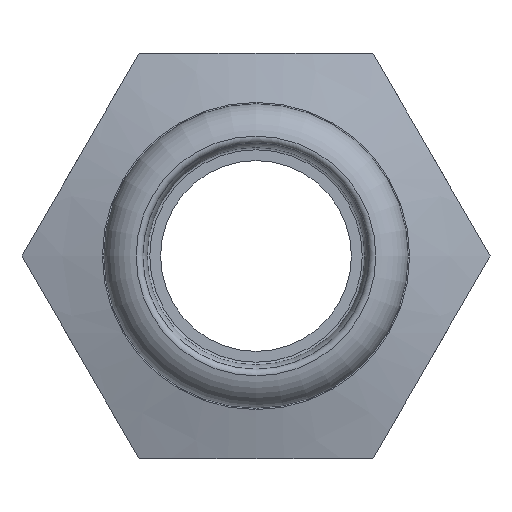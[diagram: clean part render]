
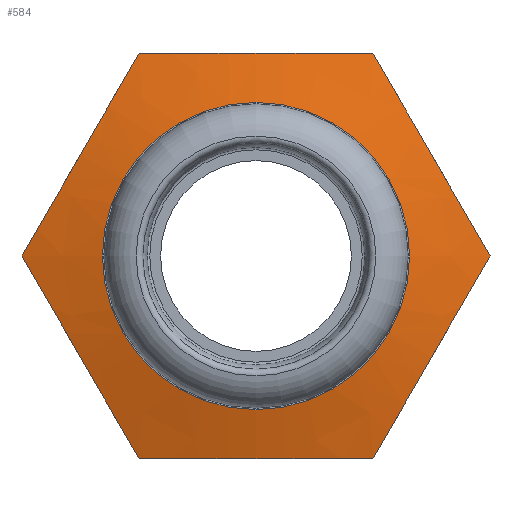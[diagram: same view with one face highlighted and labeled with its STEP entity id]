
A CAD part, front view. The second image highlights one B-rep face of the part: STEP entity #584.
In plain terms, the highlighted conical face has half-angle 75 degrees and reference radius 19.77 mm.
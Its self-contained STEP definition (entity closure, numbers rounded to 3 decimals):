
#15=CONICAL_SURFACE('',#655,19.77,1.309);
#29=(
BOUNDED_CURVE()
B_SPLINE_CURVE(2,(#927,#928,#929),.UNSPECIFIED.,.F.,.F.)
B_SPLINE_CURVE_WITH_KNOTS((3,3),(1.252,2.447),
 .UNSPECIFIED.)
CURVE()
GEOMETRIC_REPRESENTATION_ITEM()
RATIONAL_B_SPLINE_CURVE((1.085,1.085,1.007))
REPRESENTATION_ITEM('')
);
#30=(
BOUNDED_CURVE()
B_SPLINE_CURVE(2,(#931,#932,#933),.UNSPECIFIED.,.F.,.F.)
B_SPLINE_CURVE_WITH_KNOTS((3,3),(0.056,1.252),
 .UNSPECIFIED.)
CURVE()
GEOMETRIC_REPRESENTATION_ITEM()
RATIONAL_B_SPLINE_CURVE((1.007,1.085,1.085))
REPRESENTATION_ITEM('')
);
#33=(
BOUNDED_CURVE()
B_SPLINE_CURVE(2,(#950,#951,#952),.UNSPECIFIED.,.F.,.F.)
B_SPLINE_CURVE_WITH_KNOTS((3,3),(1.252,2.447),
 .UNSPECIFIED.)
CURVE()
GEOMETRIC_REPRESENTATION_ITEM()
RATIONAL_B_SPLINE_CURVE((1.085,1.085,1.007))
REPRESENTATION_ITEM('')
);
#34=(
BOUNDED_CURVE()
B_SPLINE_CURVE(2,(#953,#954,#955),.UNSPECIFIED.,.F.,.F.)
B_SPLINE_CURVE_WITH_KNOTS((3,3),(0.056,1.252),
 .UNSPECIFIED.)
CURVE()
GEOMETRIC_REPRESENTATION_ITEM()
RATIONAL_B_SPLINE_CURVE((1.007,1.085,1.085))
REPRESENTATION_ITEM('')
);
#36=(
BOUNDED_CURVE()
B_SPLINE_CURVE(2,(#984,#985,#986),.UNSPECIFIED.,.F.,.F.)
B_SPLINE_CURVE_WITH_KNOTS((3,3),(1.252,2.447),
 .UNSPECIFIED.)
CURVE()
GEOMETRIC_REPRESENTATION_ITEM()
RATIONAL_B_SPLINE_CURVE((1.085,1.085,1.007))
REPRESENTATION_ITEM('')
);
#37=(
BOUNDED_CURVE()
B_SPLINE_CURVE(2,(#988,#989,#990),.UNSPECIFIED.,.F.,.F.)
B_SPLINE_CURVE_WITH_KNOTS((3,3),(0.056,1.252),
 .UNSPECIFIED.)
CURVE()
GEOMETRIC_REPRESENTATION_ITEM()
RATIONAL_B_SPLINE_CURVE((1.007,1.085,1.085))
REPRESENTATION_ITEM('')
);
#38=(
BOUNDED_CURVE()
B_SPLINE_CURVE(2,(#992,#993,#994),.UNSPECIFIED.,.F.,.F.)
B_SPLINE_CURVE_WITH_KNOTS((3,3),(1.252,2.447),
 .UNSPECIFIED.)
CURVE()
GEOMETRIC_REPRESENTATION_ITEM()
RATIONAL_B_SPLINE_CURVE((1.085,1.085,1.007))
REPRESENTATION_ITEM('')
);
#39=(
BOUNDED_CURVE()
B_SPLINE_CURVE(2,(#996,#997,#998),.UNSPECIFIED.,.F.,.F.)
B_SPLINE_CURVE_WITH_KNOTS((3,3),(0.056,1.252),
 .UNSPECIFIED.)
CURVE()
GEOMETRIC_REPRESENTATION_ITEM()
RATIONAL_B_SPLINE_CURVE((1.007,1.085,1.085))
REPRESENTATION_ITEM('')
);
#40=(
BOUNDED_CURVE()
B_SPLINE_CURVE(2,(#1000,#1001,#1002),.UNSPECIFIED.,.F.,.F.)
B_SPLINE_CURVE_WITH_KNOTS((3,3),(1.252,2.447),
 .UNSPECIFIED.)
CURVE()
GEOMETRIC_REPRESENTATION_ITEM()
RATIONAL_B_SPLINE_CURVE((1.085,1.085,1.007))
REPRESENTATION_ITEM('')
);
#41=(
BOUNDED_CURVE()
B_SPLINE_CURVE(2,(#1004,#1005,#1006),.UNSPECIFIED.,.F.,.F.)
B_SPLINE_CURVE_WITH_KNOTS((3,3),(0.056,1.252),
 .UNSPECIFIED.)
CURVE()
GEOMETRIC_REPRESENTATION_ITEM()
RATIONAL_B_SPLINE_CURVE((1.007,1.085,1.085))
REPRESENTATION_ITEM('')
);
#42=(
BOUNDED_CURVE()
B_SPLINE_CURVE(2,(#1011,#1012,#1013),.UNSPECIFIED.,.F.,.F.)
B_SPLINE_CURVE_WITH_KNOTS((3,3),(1.252,2.447),
 .UNSPECIFIED.)
CURVE()
GEOMETRIC_REPRESENTATION_ITEM()
RATIONAL_B_SPLINE_CURVE((1.085,1.085,1.007))
REPRESENTATION_ITEM('')
);
#43=(
BOUNDED_CURVE()
B_SPLINE_CURVE(2,(#1014,#1015,#1016),.UNSPECIFIED.,.F.,.F.)
B_SPLINE_CURVE_WITH_KNOTS((3,3),(0.056,1.252),
 .UNSPECIFIED.)
CURVE()
GEOMETRIC_REPRESENTATION_ITEM()
RATIONAL_B_SPLINE_CURVE((1.007,1.085,1.085))
REPRESENTATION_ITEM('')
);
#72=LINE('',#1008,#94);
#94=VECTOR('',#773,19.77);
#119=FACE_OUTER_BOUND('',#152,.T.);
#152=EDGE_LOOP('',(#431,#432,#433,#434,#435,#436,#437,#438,#439,#440,#441,
#442,#443,#444,#445));
#200=CIRCLE('',#656,15.54);
#240=VERTEX_POINT('',#924);
#241=VERTEX_POINT('',#926);
#242=VERTEX_POINT('',#930);
#247=VERTEX_POINT('',#947);
#248=VERTEX_POINT('',#949);
#259=VERTEX_POINT('',#983);
#260=VERTEX_POINT('',#987);
#261=VERTEX_POINT('',#991);
#262=VERTEX_POINT('',#995);
#263=VERTEX_POINT('',#999);
#264=VERTEX_POINT('',#1003);
#265=VERTEX_POINT('',#1007);
#266=VERTEX_POINT('',#1010);
#308=EDGE_CURVE('',#241,#240,#29,.T.);
#309=EDGE_CURVE('',#242,#241,#30,.T.);
#315=EDGE_CURVE('',#248,#247,#33,.T.);
#316=EDGE_CURVE('',#240,#248,#34,.T.);
#330=EDGE_CURVE('',#259,#242,#36,.T.);
#331=EDGE_CURVE('',#247,#260,#37,.T.);
#332=EDGE_CURVE('',#260,#261,#38,.T.);
#333=EDGE_CURVE('',#261,#262,#39,.T.);
#334=EDGE_CURVE('',#262,#263,#40,.T.);
#335=EDGE_CURVE('',#263,#264,#41,.T.);
#336=EDGE_CURVE('',#264,#265,#72,.T.);
#337=EDGE_CURVE('',#265,#265,#200,.T.);
#338=EDGE_CURVE('',#264,#266,#42,.T.);
#339=EDGE_CURVE('',#266,#259,#43,.T.);
#431=ORIENTED_EDGE('',*,*,#330,.T.);
#432=ORIENTED_EDGE('',*,*,#309,.T.);
#433=ORIENTED_EDGE('',*,*,#308,.T.);
#434=ORIENTED_EDGE('',*,*,#316,.T.);
#435=ORIENTED_EDGE('',*,*,#315,.T.);
#436=ORIENTED_EDGE('',*,*,#331,.T.);
#437=ORIENTED_EDGE('',*,*,#332,.T.);
#438=ORIENTED_EDGE('',*,*,#333,.T.);
#439=ORIENTED_EDGE('',*,*,#334,.T.);
#440=ORIENTED_EDGE('',*,*,#335,.T.);
#441=ORIENTED_EDGE('',*,*,#336,.T.);
#442=ORIENTED_EDGE('',*,*,#337,.T.);
#443=ORIENTED_EDGE('',*,*,#336,.F.);
#444=ORIENTED_EDGE('',*,*,#338,.T.);
#445=ORIENTED_EDGE('',*,*,#339,.T.);
#584=ADVANCED_FACE('',(#119),#15,.T.);
#655=AXIS2_PLACEMENT_3D('',#982,#771,#772);
#656=AXIS2_PLACEMENT_3D('',#1009,#774,#775);
#771=DIRECTION('center_axis',(0.,1.,0.));
#772=DIRECTION('ref_axis',(0.,0.,1.));
#773=DIRECTION('',(0.,-0.259,0.966));
#774=DIRECTION('center_axis',(0.,1.,0.));
#775=DIRECTION('ref_axis',(1.,0.,0.));
#924=CARTESIAN_POINT('',(11.836,-0.321,20.5));
#926=CARTESIAN_POINT('',(17.754,-1.171,10.25));
#927=CARTESIAN_POINT('Ctrl Pts',(17.754,-1.171,10.25));
#928=CARTESIAN_POINT('Ctrl Pts',(15.007,-1.171,15.007));
#929=CARTESIAN_POINT('Ctrl Pts',(11.836,-0.321,20.5));
#930=CARTESIAN_POINT('',(23.671,-0.321,0.));
#931=CARTESIAN_POINT('Ctrl Pts',(23.671,-0.321,0.));
#932=CARTESIAN_POINT('Ctrl Pts',(20.5,-1.171,5.493));
#933=CARTESIAN_POINT('Ctrl Pts',(17.754,-1.171,10.25));
#947=CARTESIAN_POINT('',(-11.836,-0.321,20.5));
#949=CARTESIAN_POINT('',(0.,-1.171,20.5));
#950=CARTESIAN_POINT('Ctrl Pts',(0.,-1.171,
20.5));
#951=CARTESIAN_POINT('Ctrl Pts',(-5.493,-1.171,20.5));
#952=CARTESIAN_POINT('Ctrl Pts',(-11.836,-0.321,20.5));
#953=CARTESIAN_POINT('Ctrl Pts',(11.836,-0.321,20.5));
#954=CARTESIAN_POINT('Ctrl Pts',(5.493,-1.171,20.5));
#955=CARTESIAN_POINT('Ctrl Pts',(0.,-1.171,
20.5));
#982=CARTESIAN_POINT('Origin',(0.,-1.367,0.));
#983=CARTESIAN_POINT('',(17.754,-1.171,-10.25));
#984=CARTESIAN_POINT('Ctrl Pts',(17.754,-1.171,-10.25));
#985=CARTESIAN_POINT('Ctrl Pts',(20.5,-1.171,-5.493));
#986=CARTESIAN_POINT('Ctrl Pts',(23.671,-0.321,0.));
#987=CARTESIAN_POINT('',(-17.754,-1.171,10.25));
#988=CARTESIAN_POINT('Ctrl Pts',(-11.836,-0.321,20.5));
#989=CARTESIAN_POINT('Ctrl Pts',(-15.007,-1.171,15.007));
#990=CARTESIAN_POINT('Ctrl Pts',(-17.754,-1.171,10.25));
#991=CARTESIAN_POINT('',(-23.671,-0.321,0.));
#992=CARTESIAN_POINT('Ctrl Pts',(-17.754,-1.171,10.25));
#993=CARTESIAN_POINT('Ctrl Pts',(-20.5,-1.171,5.493));
#994=CARTESIAN_POINT('Ctrl Pts',(-23.671,-0.321,0.));
#995=CARTESIAN_POINT('',(-17.754,-1.171,-10.25));
#996=CARTESIAN_POINT('Ctrl Pts',(-23.671,-0.321,0.));
#997=CARTESIAN_POINT('Ctrl Pts',(-20.5,-1.171,-5.493));
#998=CARTESIAN_POINT('Ctrl Pts',(-17.754,-1.171,-10.25));
#999=CARTESIAN_POINT('',(-11.836,-0.321,-20.5));
#1000=CARTESIAN_POINT('Ctrl Pts',(-17.754,-1.171,-10.25));
#1001=CARTESIAN_POINT('Ctrl Pts',(-15.007,-1.171,-15.007));
#1002=CARTESIAN_POINT('Ctrl Pts',(-11.836,-0.321,
-20.5));
#1003=CARTESIAN_POINT('',(0.,-1.171,-20.5));
#1004=CARTESIAN_POINT('Ctrl Pts',(-11.836,-0.321,
-20.5));
#1005=CARTESIAN_POINT('Ctrl Pts',(-5.493,-1.171,-20.5));
#1006=CARTESIAN_POINT('Ctrl Pts',(0.,-1.171,
-20.5));
#1007=CARTESIAN_POINT('',(0.,-2.5,-15.54));
#1008=CARTESIAN_POINT('',(0.,-1.367,-19.77));
#1009=CARTESIAN_POINT('Origin',(0.,-2.5,0.));
#1010=CARTESIAN_POINT('',(11.836,-0.321,-20.5));
#1011=CARTESIAN_POINT('Ctrl Pts',(0.,-1.171,
-20.5));
#1012=CARTESIAN_POINT('Ctrl Pts',(5.493,-1.171,-20.5));
#1013=CARTESIAN_POINT('Ctrl Pts',(11.836,-0.321,-20.5));
#1014=CARTESIAN_POINT('Ctrl Pts',(11.836,-0.321,-20.5));
#1015=CARTESIAN_POINT('Ctrl Pts',(15.007,-1.171,-15.007));
#1016=CARTESIAN_POINT('Ctrl Pts',(17.754,-1.171,-10.25));
